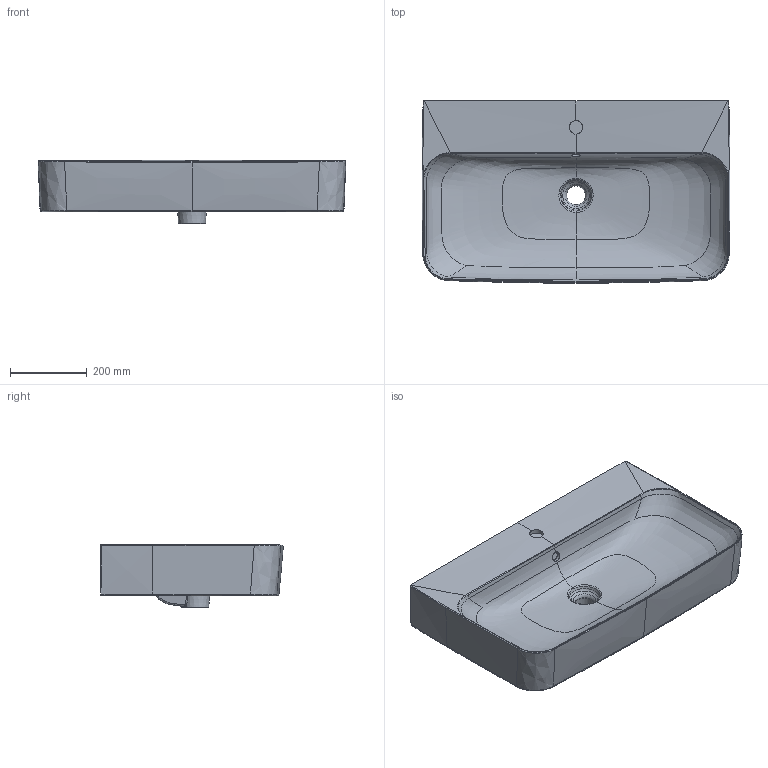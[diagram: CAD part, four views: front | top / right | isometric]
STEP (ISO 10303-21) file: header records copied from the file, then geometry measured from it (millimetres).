
FILE_DESCRIPTION(/* description */ (''),/* implementation_level */ '2;1');
FILE_NAME(/* name */ '416880_Finion_WT_80.stp',/* time_stamp */ '2019-02-18T12:19:56+01:00',/* author */ (''),/* organization */ (''),/* preprocessor_version */ 'ST-DEVELOPER v16',/* originating_system */ 'SIEMENS PLM Software NX 10.0',/* authorisation */ '');
FILE_SCHEMA (('AUTOMOTIVE_DESIGN { 1 0 10303 214 3 1 1 1 }'));
Length unit declared in the file: millimetre
Products named in the file (1): math227069EC3y9v
Bounding box: 799.64 x 473.92 x 165.07 mm (x, y, z)
Volume: 27110106.1 mm3; surface area: 1155936.5 mm2
Topology: 1 solids, 1 shells, 134 faces, 346 edges, 214 vertices
Faces by surface type: bspline 107, plane 12, cylinder 5, cone 5, torus 5
Full cylindrical faces by diameter (mm): 25 x1, 35 x1, 48.552 x1
Entity records: 22491 total; most frequent: CARTESIAN_POINT 20131, ORIENTED_EDGE 662, EDGE_CURVE 331, B_SPLINE_CURVE_WITH_KNOTS 225, VERTEX_POINT 210, DIRECTION 208, EDGE_LOOP 147, ADVANCED_FACE 134
